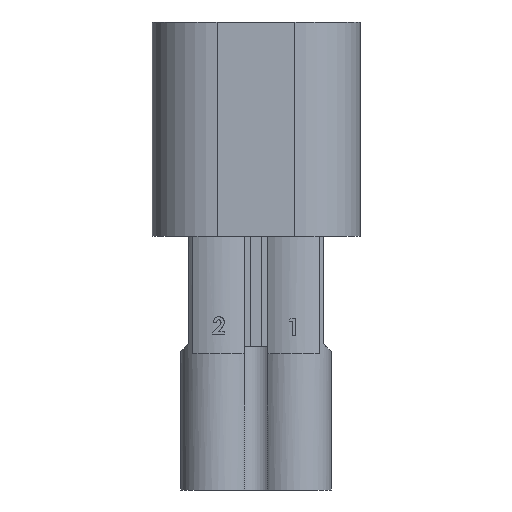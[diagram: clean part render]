
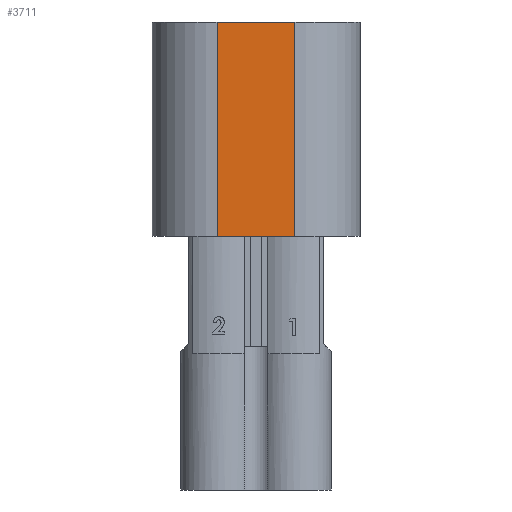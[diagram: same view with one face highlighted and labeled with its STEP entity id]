
A CAD part, front view. The second image highlights one B-rep face of the part: STEP entity #3711.
In plain terms, the highlighted planar face has unit normal (0, -1, 0).
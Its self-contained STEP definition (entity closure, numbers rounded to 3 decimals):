
#24 = EDGE_LOOP ( 'NONE', ( #5212, #5340, #871, #606 ) ) ;
#319 = FACE_OUTER_BOUND ( 'NONE', #24, .T. ) ;
#434 = VECTOR ( 'NONE', #3126, 1000. ) ;
#518 = EDGE_CURVE ( 'NONE', #4554, #2364, #3614, .T. ) ;
#606 = ORIENTED_EDGE ( 'NONE', *, *, #3167, .T. ) ;
#871 = ORIENTED_EDGE ( 'NONE', *, *, #518, .T. ) ;
#963 = CARTESIAN_POINT ( 'NONE',  ( 5., 0., -16.5 ) ) ;
#1110 = CARTESIAN_POINT ( 'NONE',  ( 5., 0., -16.5 ) ) ;
#1282 = LINE ( 'NONE', #6366, #2284 ) ;
#1379 = VECTOR ( 'NONE', #6263, 1000. ) ;
#1628 = CARTESIAN_POINT ( 'NONE',  ( 5., 0., 0. ) ) ;
#2132 = EDGE_CURVE ( 'NONE', #4554, #5284, #3229, .T. ) ;
#2243 = CARTESIAN_POINT ( 'NONE',  ( 5., 0., -16.5 ) ) ;
#2284 = VECTOR ( 'NONE', #4814, 1000. ) ;
#2364 = VERTEX_POINT ( 'NONE', #6326 ) ;
#3126 = DIRECTION ( 'NONE',  ( 1., 0., 0. ) ) ;
#3167 = EDGE_CURVE ( 'NONE', #2364, #5544, #1282, .T. ) ;
#3229 = LINE ( 'NONE', #3818, #1379 ) ;
#3614 = LINE ( 'NONE', #1110, #434 ) ;
#3711 = ADVANCED_FACE ( 'NONE', ( #319 ), #5728, .T. ) ;
#3740 = CARTESIAN_POINT ( 'NONE',  ( 11., 0., 0. ) ) ;
#3818 = CARTESIAN_POINT ( 'NONE',  ( 5., 0., -16.5 ) ) ;
#4005 = LINE ( 'NONE', #1628, #5532 ) ;
#4271 = EDGE_CURVE ( 'NONE', #5284, #5544, #4005, .T. ) ;
#4554 = VERTEX_POINT ( 'NONE', #963 ) ;
#4814 = DIRECTION ( 'NONE',  ( 0., 0., 1. ) ) ;
#5092 = DIRECTION ( 'NONE',  ( 1., 0., 0. ) ) ;
#5212 = ORIENTED_EDGE ( 'NONE', *, *, #4271, .F. ) ;
#5230 = AXIS2_PLACEMENT_3D ( 'NONE', #2243, #6292, #5791 ) ;
#5284 = VERTEX_POINT ( 'NONE', #5959 ) ;
#5340 = ORIENTED_EDGE ( 'NONE', *, *, #2132, .F. ) ;
#5532 = VECTOR ( 'NONE', #5092, 1000. ) ;
#5544 = VERTEX_POINT ( 'NONE', #3740 ) ;
#5728 = PLANE ( 'NONE',  #5230 ) ;
#5791 = DIRECTION ( 'NONE',  ( 0., 0., -1. ) ) ;
#5959 = CARTESIAN_POINT ( 'NONE',  ( 5., 0., 0. ) ) ;
#6263 = DIRECTION ( 'NONE',  ( 0., 0., 1. ) ) ;
#6292 = DIRECTION ( 'NONE',  ( 0., -1., 0. ) ) ;
#6326 = CARTESIAN_POINT ( 'NONE',  ( 11., 0., -16.5 ) ) ;
#6366 = CARTESIAN_POINT ( 'NONE',  ( 11., 0., -16.5 ) ) ;
